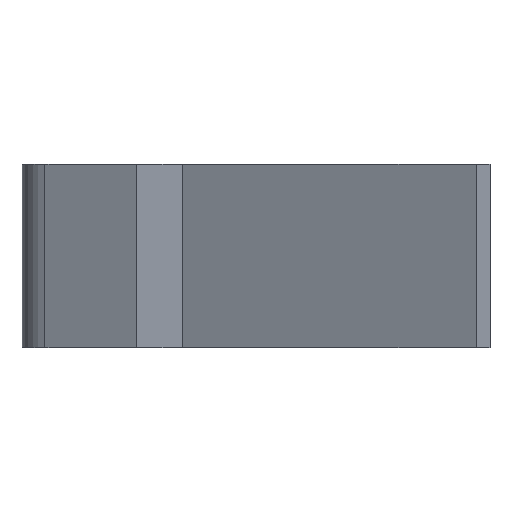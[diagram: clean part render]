
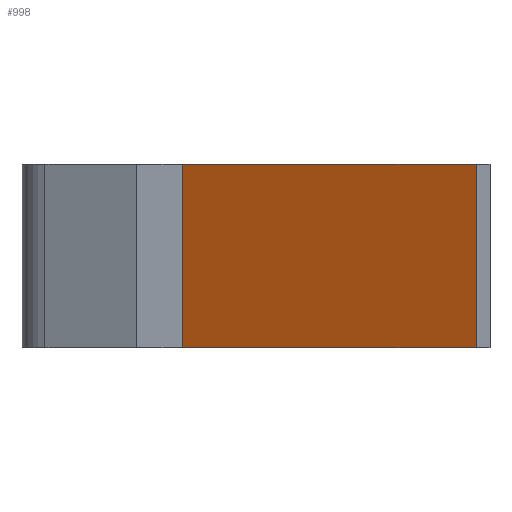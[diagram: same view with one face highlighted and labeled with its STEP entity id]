
A CAD part, left-side view. The second image highlights one B-rep face of the part: STEP entity #998.
In plain terms, the highlighted planar face has unit normal (-0.866, 0.5, 0).
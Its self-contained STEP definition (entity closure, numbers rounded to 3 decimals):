
#70=PLANE('',#1122);
#121=FACE_OUTER_BOUND('',#195,.T.);
#195=EDGE_LOOP('',(#890,#891,#892,#893));
#250=LINE('',#1626,#336);
#284=LINE('',#1705,#370);
#285=LINE('',#1708,#371);
#286=LINE('',#1709,#372);
#336=VECTOR('',#1325,10.);
#370=VECTOR('',#1405,10.);
#371=VECTOR('',#1408,10.);
#372=VECTOR('',#1409,10.);
#480=VERTEX_POINT('',#1604);
#490=VERTEX_POINT('',#1624);
#512=VERTEX_POINT('',#1703);
#513=VERTEX_POINT('',#1707);
#608=EDGE_CURVE('',#490,#480,#250,.T.);
#648=EDGE_CURVE('',#490,#512,#284,.T.);
#649=EDGE_CURVE('',#513,#512,#285,.T.);
#650=EDGE_CURVE('',#480,#513,#286,.T.);
#890=ORIENTED_EDGE('',*,*,#648,.T.);
#891=ORIENTED_EDGE('',*,*,#649,.F.);
#892=ORIENTED_EDGE('',*,*,#650,.F.);
#893=ORIENTED_EDGE('',*,*,#608,.F.);
#998=ADVANCED_FACE('',(#121),#70,.T.);
#1122=AXIS2_PLACEMENT_3D('',#1706,#1406,#1407);
#1325=DIRECTION('',(0.5,0.866,0.));
#1405=DIRECTION('',(0.,0.,1.));
#1406=DIRECTION('center_axis',(-0.866,0.5,0.));
#1407=DIRECTION('ref_axis',(-0.5,-0.866,0.));
#1408=DIRECTION('',(-0.5,-0.866,0.));
#1409=DIRECTION('',(0.,0.,1.));
#1604=CARTESIAN_POINT('',(-16.304,-34.898,-20.));
#1624=CARTESIAN_POINT('',(-53.204,-98.811,-20.));
#1626=CARTESIAN_POINT('',(-16.304,-34.898,-20.));
#1703=CARTESIAN_POINT('',(-53.204,-98.811,20.));
#1705=CARTESIAN_POINT('',(-53.204,-98.811,0.));
#1706=CARTESIAN_POINT('Origin',(-16.304,-34.898,0.));
#1707=CARTESIAN_POINT('',(-16.304,-34.898,20.));
#1708=CARTESIAN_POINT('',(-16.304,-34.898,20.));
#1709=CARTESIAN_POINT('',(-16.304,-34.898,0.));
